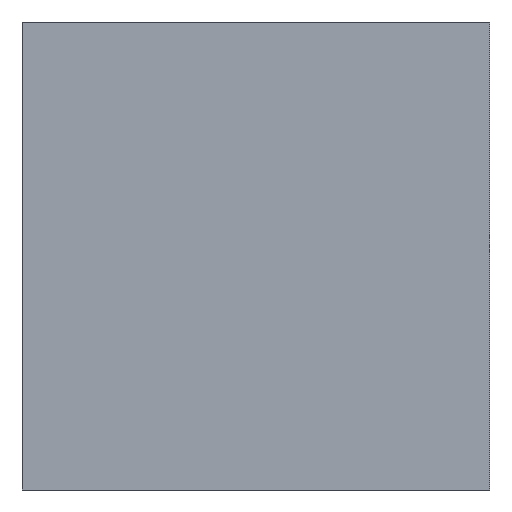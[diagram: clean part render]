
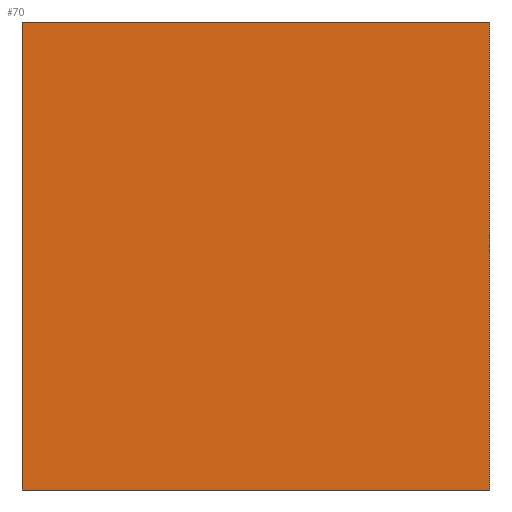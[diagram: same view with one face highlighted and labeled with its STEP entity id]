
A CAD part, front view. The second image highlights one B-rep face of the part: STEP entity #70.
In plain terms, the highlighted planar face has unit normal (0, -1, 0).
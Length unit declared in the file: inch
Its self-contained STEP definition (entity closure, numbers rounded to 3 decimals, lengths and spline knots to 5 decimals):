
#18 = LINE ( 'NONE', #19, #103 ) ;
#19 = CARTESIAN_POINT ( 'NONE',  ( 0.375, 0., 0. ) ) ;
#20 = DIRECTION ( 'NONE',  ( 1., 0., 0. ) ) ;
#25 = LINE ( 'NONE', #26, #105 ) ;
#26 = CARTESIAN_POINT ( 'NONE',  ( 0.375, 0., -0.375 ) ) ;
#27 = DIRECTION ( 'NONE',  ( 0., 0., -1. ) ) ;
#40 = LINE ( 'NONE', #41, #90 ) ;
#41 = CARTESIAN_POINT ( 'NONE',  ( 0., 0., 0. ) ) ;
#42 = DIRECTION ( 'NONE',  ( 0., 0., 1. ) ) ;
#46 = LINE ( 'NONE', #47, #94 ) ;
#47 = CARTESIAN_POINT ( 'NONE',  ( 0., 0., -0.375 ) ) ;
#48 = DIRECTION ( 'NONE',  ( -1., 0., 0. ) ) ;
#53 = EDGE_CURVE ( 'NONE', #181, #182, #18, .T. ) ;
#55 = EDGE_CURVE ( 'NONE', #182, #185, #25, .T. ) ;
#61 = EDGE_CURVE ( 'NONE', #187, #181, #40, .T. ) ;
#63 = EDGE_CURVE ( 'NONE', #185, #187, #46, .T. ) ;
#70 = ADVANCED_FACE ( 'NONE', ( #71 ), #127, .T. ) ;
#71 = FACE_OUTER_BOUND ( 'NONE', #180, .T. ) ;
#78 = CARTESIAN_POINT ( 'NONE',  ( 0., 0., 0. ) ) ;
#79 = CARTESIAN_POINT ( 'NONE',  ( 0.375, 0., 0. ) ) ;
#82 = CARTESIAN_POINT ( 'NONE',  ( 0.375, 0., -0.375 ) ) ;
#84 = CARTESIAN_POINT ( 'NONE',  ( 0., 0., -0.375 ) ) ;
#90 = VECTOR ( 'NONE', #42, 39.37008 ) ;
#94 = VECTOR ( 'NONE', #48, 39.37008 ) ;
#103 = VECTOR ( 'NONE', #20, 39.37008 ) ;
#105 = VECTOR ( 'NONE', #27, 39.37008 ) ;
#127 = PLANE ( 'NONE',  #172 ) ;
#128 = CARTESIAN_POINT ( 'NONE',  ( 0., 0., 0. ) ) ;
#129 = DIRECTION ( 'NONE',  ( 0., -1., 0. ) ) ;
#130 = DIRECTION ( 'NONE',  ( 0., 0., -1. ) ) ;
#172 = AXIS2_PLACEMENT_3D ( 'NONE', #128, #129, #130 ) ;
#180 = EDGE_LOOP ( 'NONE', ( #203, #204, #205, #202 ) ) ;
#181 = VERTEX_POINT ( 'NONE', #78 ) ;
#182 = VERTEX_POINT ( 'NONE', #79 ) ;
#185 = VERTEX_POINT ( 'NONE', #82 ) ;
#187 = VERTEX_POINT ( 'NONE', #84 ) ;
#202 = ORIENTED_EDGE ( 'NONE', *, *, #55, .F. ) ;
#203 = ORIENTED_EDGE ( 'NONE', *, *, #53, .F. ) ;
#204 = ORIENTED_EDGE ( 'NONE', *, *, #61, .F. ) ;
#205 = ORIENTED_EDGE ( 'NONE', *, *, #63, .F. ) ;
